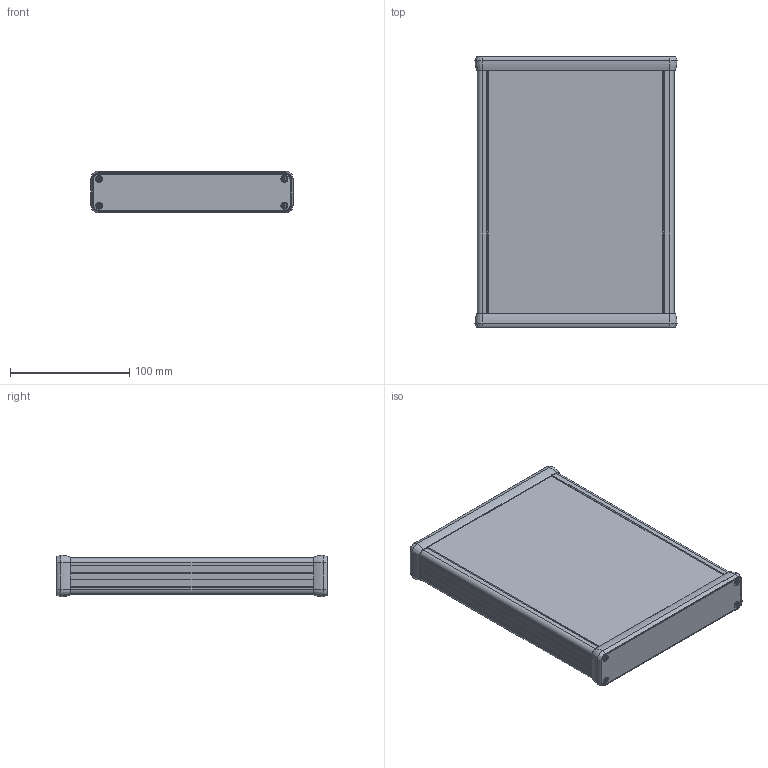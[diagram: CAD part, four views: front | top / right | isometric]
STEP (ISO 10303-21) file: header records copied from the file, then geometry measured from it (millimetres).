
FILE_DESCRIPTION(/* description */ (''),/* implementation_level */ '2;1');
FILE_NAME(/* name */ '1455R2201.stp',/* time_stamp */ '2021-07-16T10:08:38-04:00',/* author */ ('avernon'),/* organization */ (''),/* preprocessor_version */ 'ST-DEVELOPER v18.1',/* originating_system */ 'Autodesk Inventor 2022',/* authorisation */ '');
FILE_SCHEMA (('AUTOMOTIVE_DESIGN { 1 0 10303 214 3 1 1 }'));
Length unit declared in the file: millimetre
Products named in the file (6): 1455R 220mm; R Extrusion 220mm; R Bezel Open 1; C03478m -1 R Endplate; 1455 screw; R Extrusion Cap 160mm
Assembly tree (14 placements, depth 2):
  1455R 220mm
    R Extrusion 220mm
    R Bezel Open 1  x2
    C03478m -1 R Endplate  x2
    1455 screw  x8
    R Extrusion Cap 160mm
Bounding box: 169.5 x 227 x 34.63 mm (x, y, z)
Volume: 239898.3 mm3; surface area: 236466.3 mm2
Topology: 15 solids, 15 shells, 593 faces, 1565 edges, 1012 vertices
Faces by surface type: plane 259, cylinder 230, cone 64, torus 24, bspline 16
Full cylindrical faces by diameter (mm): 3.5 x16, 4.191 x8
Entity records: 11433 total; most frequent: DIRECTION 2036, CARTESIAN_POINT 2015, ORIENTED_EDGE 1898, EDGE_CURVE 949, AXIS2_PLACEMENT_3D 738, VERTEX_POINT 617, LINE 560, VECTOR 560
